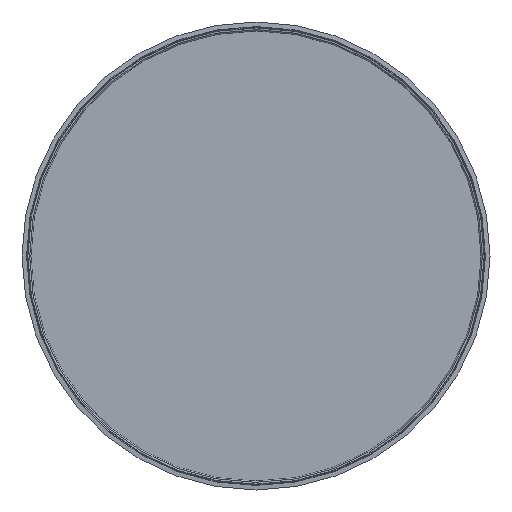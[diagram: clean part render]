
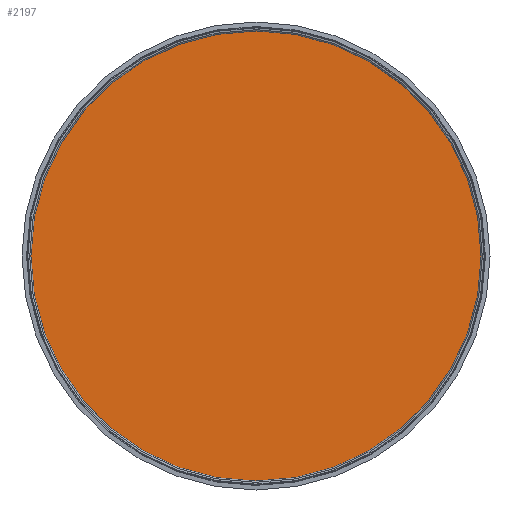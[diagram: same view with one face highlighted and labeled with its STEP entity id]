
A CAD part, front view. The second image highlights one B-rep face of the part: STEP entity #2197.
In plain terms, the highlighted face is planar.
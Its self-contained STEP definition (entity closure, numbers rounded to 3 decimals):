
#234=FACE_OUTER_BOUND('',#386,.T.);
#386=EDGE_LOOP('',(#1696));
#562=CIRCLE('',#2443,315.1);
#994=VERTEX_POINT('',#3661);
#1238=EDGE_CURVE('',#994,#994,#562,.T.);
#1696=ORIENTED_EDGE('',*,*,#1238,.T.);
#1962=PLANE('',#2445);
#2197=ADVANCED_FACE('',(#234),#1962,.T.);
#2443=AXIS2_PLACEMENT_3D('',#3662,#3004,#3005);
#2445=AXIS2_PLACEMENT_3D('',#3664,#3008,#3009);
#3004=DIRECTION('center_axis',(0.,0.,-1.));
#3005=DIRECTION('ref_axis',(-1.,0.,0.));
#3008=DIRECTION('center_axis',(0.,0.,-1.));
#3009=DIRECTION('ref_axis',(-1.,0.,0.));
#3661=CARTESIAN_POINT('',(315.1,0.,0.));
#3662=CARTESIAN_POINT('Origin',(0.,0.,0.));
#3664=CARTESIAN_POINT('Origin',(0.,0.,0.));
